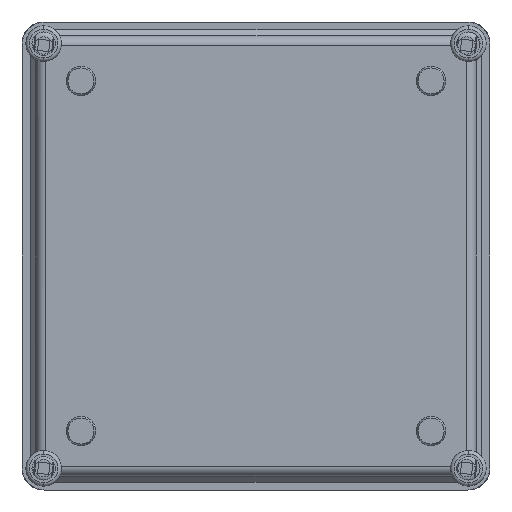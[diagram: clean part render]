
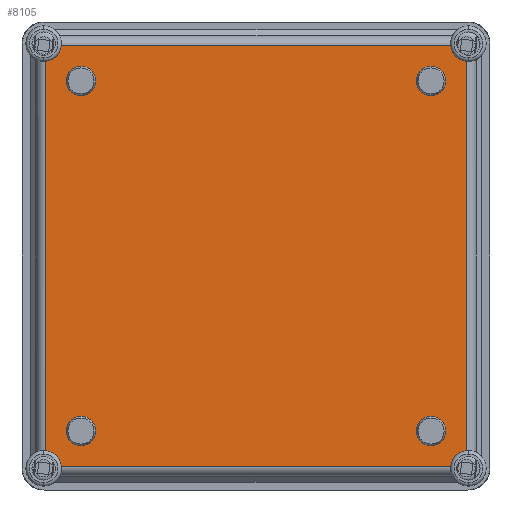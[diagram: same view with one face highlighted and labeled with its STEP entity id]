
A CAD part, front view. The second image highlights one B-rep face of the part: STEP entity #8105.
In plain terms, the highlighted planar face has unit normal (0, -1, 0).
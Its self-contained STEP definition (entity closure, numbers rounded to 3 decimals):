
#17 = EDGE_CURVE ( 'NONE', #9760, #4083, #5549, .T. ) ;
#155 = DIRECTION ( 'NONE',  ( 0., 0., -1. ) ) ;
#383 = DIRECTION ( 'NONE',  ( 0., -1., 0. ) ) ;
#467 = AXIS2_PLACEMENT_3D ( 'NONE', #7637, #9545, #10460 ) ;
#860 = AXIS2_PLACEMENT_3D ( 'NONE', #1297, #383, #5284 ) ;
#984 = PLANE ( 'NONE',  #1189 ) ;
#1015 = VERTEX_POINT ( 'NONE', #4510 ) ;
#1137 = LINE ( 'NONE', #4183, #12777 ) ;
#1189 = AXIS2_PLACEMENT_3D ( 'NONE', #11066, #7215, #155 ) ;
#1227 = EDGE_LOOP ( 'NONE', ( #8495, #1942 ) ) ;
#1297 = CARTESIAN_POINT ( 'NONE',  ( -122.5, 0., 122.5 ) ) ;
#1305 = CARTESIAN_POINT ( 'NONE',  ( 101., 0., -101. ) ) ;
#1393 = EDGE_CURVE ( 'NONE', #1015, #4922, #10324, .T. ) ;
#1395 = CARTESIAN_POINT ( 'NONE',  ( 112.299, 0., -121.5 ) ) ;
#1511 = EDGE_LOOP ( 'NONE', ( #8365, #3605 ) ) ;
#1535 = EDGE_CURVE ( 'NONE', #12877, #12353, #3336, .T. ) ;
#1680 = ORIENTED_EDGE ( 'NONE', *, *, #2007, .F. ) ;
#1724 = DIRECTION ( 'NONE',  ( 0., 0., -1. ) ) ;
#1786 = ORIENTED_EDGE ( 'NONE', *, *, #17, .F. ) ;
#1851 = CARTESIAN_POINT ( 'NONE',  ( 101., 0., -101. ) ) ;
#1867 = AXIS2_PLACEMENT_3D ( 'NONE', #1305, #4285, #6295 ) ;
#1942 = ORIENTED_EDGE ( 'NONE', *, *, #4745, .F. ) ;
#1963 = DIRECTION ( 'NONE',  ( 0., -1., 0. ) ) ;
#1978 = AXIS2_PLACEMENT_3D ( 'NONE', #8628, #5878, #10149 ) ;
#1980 = VERTEX_POINT ( 'NONE', #6190 ) ;
#2007 = EDGE_CURVE ( 'NONE', #1980, #3084, #9683, .T. ) ;
#2308 = ORIENTED_EDGE ( 'NONE', *, *, #2829, .T. ) ;
#2578 = ORIENTED_EDGE ( 'NONE', *, *, #10299, .T. ) ;
#2608 = FACE_BOUND ( 'NONE', #1511, .T. ) ;
#2652 = ORIENTED_EDGE ( 'NONE', *, *, #6250, .F. ) ;
#2663 = VECTOR ( 'NONE', #4518, 1000. ) ;
#2747 = CARTESIAN_POINT ( 'NONE',  ( -101., 0., -92.5 ) ) ;
#2829 = EDGE_CURVE ( 'NONE', #9472, #10497, #3305, .T. ) ;
#2830 = DIRECTION ( 'NONE',  ( 0., 0., -1. ) ) ;
#2843 = CARTESIAN_POINT ( 'NONE',  ( -101., 0., 109.5 ) ) ;
#2959 = CARTESIAN_POINT ( 'NONE',  ( -101., 0., -109.5 ) ) ;
#2980 = DIRECTION ( 'NONE',  ( 1., 0., 0. ) ) ;
#3084 = VERTEX_POINT ( 'NONE', #7148 ) ;
#3104 = EDGE_CURVE ( 'NONE', #6255, #11440, #10443, .T. ) ;
#3305 = LINE ( 'NONE', #6519, #2663 ) ;
#3336 = CIRCLE ( 'NONE', #8040, 8.5 ) ;
#3605 = ORIENTED_EDGE ( 'NONE', *, *, #3104, .F. ) ;
#3748 = DIRECTION ( 'NONE',  ( 0., -1., 0. ) ) ;
#3803 = DIRECTION ( 'NONE',  ( 0., -1., 0. ) ) ;
#3863 = ORIENTED_EDGE ( 'NONE', *, *, #7045, .F. ) ;
#3881 = VERTEX_POINT ( 'NONE', #12379 ) ;
#3914 = VERTEX_POINT ( 'NONE', #9513 ) ;
#3947 = CARTESIAN_POINT ( 'NONE',  ( 127., 0., -121.5 ) ) ;
#3973 = AXIS2_PLACEMENT_3D ( 'NONE', #1851, #6760, #2830 ) ;
#4083 = VERTEX_POINT ( 'NONE', #1395 ) ;
#4106 = CIRCLE ( 'NONE', #1978, 8.5 ) ;
#4183 = CARTESIAN_POINT ( 'NONE',  ( 121.5, 0., 127. ) ) ;
#4192 = VECTOR ( 'NONE', #10636, 1000. ) ;
#4199 = CARTESIAN_POINT ( 'NONE',  ( 121.5, 0., -112.299 ) ) ;
#4265 = ORIENTED_EDGE ( 'NONE', *, *, #1393, .F. ) ;
#4285 = DIRECTION ( 'NONE',  ( 0., -1., 0. ) ) ;
#4510 = CARTESIAN_POINT ( 'NONE',  ( -101., 0., 92.5 ) ) ;
#4518 = DIRECTION ( 'NONE',  ( -1., 0., 0. ) ) ;
#4637 = DIRECTION ( 'NONE',  ( 0., 0., -1. ) ) ;
#4642 = AXIS2_PLACEMENT_3D ( 'NONE', #7937, #1963, #9932 ) ;
#4702 = CARTESIAN_POINT ( 'NONE',  ( 101., 0., 101. ) ) ;
#4745 = EDGE_CURVE ( 'NONE', #12353, #12877, #10089, .T. ) ;
#4852 = CARTESIAN_POINT ( 'NONE',  ( 121.5, 0., 112.299 ) ) ;
#4872 = DIRECTION ( 'NONE',  ( 0., 0., -1. ) ) ;
#4922 = VERTEX_POINT ( 'NONE', #2843 ) ;
#4960 = DIRECTION ( 'NONE',  ( 0., 0., -1. ) ) ;
#5081 = DIRECTION ( 'NONE',  ( 0., 0., 1. ) ) ;
#5284 = DIRECTION ( 'NONE',  ( 0., 0., -1. ) ) ;
#5348 = DIRECTION ( 'NONE',  ( 0., -1., 0. ) ) ;
#5549 = CIRCLE ( 'NONE', #4642, 10.25 ) ;
#5878 = DIRECTION ( 'NONE',  ( 0., -1., 0. ) ) ;
#5946 = EDGE_CURVE ( 'NONE', #3914, #4083, #6862, .T. ) ;
#6190 = CARTESIAN_POINT ( 'NONE',  ( 101., 0., 109.5 ) ) ;
#6250 = EDGE_CURVE ( 'NONE', #9472, #9560, #11362, .T. ) ;
#6255 = VERTEX_POINT ( 'NONE', #9735 ) ;
#6295 = DIRECTION ( 'NONE',  ( 0., 0., -1. ) ) ;
#6519 = CARTESIAN_POINT ( 'NONE',  ( -127., 0., 121.5 ) ) ;
#6760 = DIRECTION ( 'NONE',  ( 0., -1., 0. ) ) ;
#6812 = CIRCLE ( 'NONE', #10024, 10.25 ) ;
#6862 = LINE ( 'NONE', #3947, #7178 ) ;
#6884 = CARTESIAN_POINT ( 'NONE',  ( 112.299, 0., 121.5 ) ) ;
#7045 = EDGE_CURVE ( 'NONE', #9419, #10497, #10558, .T. ) ;
#7069 = ORIENTED_EDGE ( 'NONE', *, *, #8015, .F. ) ;
#7148 = CARTESIAN_POINT ( 'NONE',  ( 101., 0., 92.5 ) ) ;
#7178 = VECTOR ( 'NONE', #2980, 1000. ) ;
#7215 = DIRECTION ( 'NONE',  ( 0., -1., 0. ) ) ;
#7604 = EDGE_CURVE ( 'NONE', #9419, #3881, #10537, .T. ) ;
#7618 = EDGE_CURVE ( 'NONE', #11440, #6255, #7895, .T. ) ;
#7637 = CARTESIAN_POINT ( 'NONE',  ( -101., 0., 101. ) ) ;
#7814 = AXIS2_PLACEMENT_3D ( 'NONE', #4702, #3748, #4872 ) ;
#7895 = CIRCLE ( 'NONE', #3973, 8.5 ) ;
#7937 = CARTESIAN_POINT ( 'NONE',  ( 122.5, 0., -122.5 ) ) ;
#7994 = ORIENTED_EDGE ( 'NONE', *, *, #11766, .F. ) ;
#8015 = EDGE_CURVE ( 'NONE', #3914, #3881, #6812, .T. ) ;
#8040 = AXIS2_PLACEMENT_3D ( 'NONE', #10717, #11713, #4960 ) ;
#8105 = ADVANCED_FACE ( 'NONE', ( #2608, #8985, #12689, #10380, #8357 ), #984, .T. ) ;
#8357 = FACE_BOUND ( 'NONE', #1227, .T. ) ;
#8365 = ORIENTED_EDGE ( 'NONE', *, *, #7618, .F. ) ;
#8406 = DIRECTION ( 'NONE',  ( 0., 0., -1. ) ) ;
#8495 = ORIENTED_EDGE ( 'NONE', *, *, #1535, .F. ) ;
#8606 = DIRECTION ( 'NONE',  ( 0., -1., 0. ) ) ;
#8628 = CARTESIAN_POINT ( 'NONE',  ( -101., 0., 101. ) ) ;
#8656 = CARTESIAN_POINT ( 'NONE',  ( -121.5, 0., 112.299 ) ) ;
#8734 = ORIENTED_EDGE ( 'NONE', *, *, #11480, .F. ) ;
#8779 = CARTESIAN_POINT ( 'NONE',  ( -121.5, 0., -127. ) ) ;
#8985 = FACE_BOUND ( 'NONE', #11749, .T. ) ;
#9279 = EDGE_LOOP ( 'NONE', ( #7994, #1680 ) ) ;
#9419 = VERTEX_POINT ( 'NONE', #8656 ) ;
#9472 = VERTEX_POINT ( 'NONE', #6884 ) ;
#9513 = CARTESIAN_POINT ( 'NONE',  ( -112.299, 0., -121.5 ) ) ;
#9538 = CARTESIAN_POINT ( 'NONE',  ( 101., 0., -109.5 ) ) ;
#9545 = DIRECTION ( 'NONE',  ( 0., -1., 0. ) ) ;
#9560 = VERTEX_POINT ( 'NONE', #4852 ) ;
#9590 = CARTESIAN_POINT ( 'NONE',  ( -112.299, 0., 121.5 ) ) ;
#9683 = CIRCLE ( 'NONE', #12376, 8.5 ) ;
#9735 = CARTESIAN_POINT ( 'NONE',  ( 101., 0., -92.5 ) ) ;
#9760 = VERTEX_POINT ( 'NONE', #4199 ) ;
#9932 = DIRECTION ( 'NONE',  ( 0., 0., -1. ) ) ;
#10024 = AXIS2_PLACEMENT_3D ( 'NONE', #10807, #3803, #1724 ) ;
#10089 = CIRCLE ( 'NONE', #12791, 8.5 ) ;
#10149 = DIRECTION ( 'NONE',  ( 0., 0., -1. ) ) ;
#10299 = EDGE_CURVE ( 'NONE', #9760, #9560, #1137, .T. ) ;
#10324 = CIRCLE ( 'NONE', #467, 8.5 ) ;
#10380 = FACE_BOUND ( 'NONE', #9279, .T. ) ;
#10443 = CIRCLE ( 'NONE', #1867, 8.5 ) ;
#10460 = DIRECTION ( 'NONE',  ( 0., 0., -1. ) ) ;
#10497 = VERTEX_POINT ( 'NONE', #9590 ) ;
#10537 = LINE ( 'NONE', #8779, #4192 ) ;
#10558 = CIRCLE ( 'NONE', #860, 10.25 ) ;
#10636 = DIRECTION ( 'NONE',  ( 0., 0., -1. ) ) ;
#10690 = CARTESIAN_POINT ( 'NONE',  ( 122.5, 0., 122.5 ) ) ;
#10717 = CARTESIAN_POINT ( 'NONE',  ( -101., 0., -101. ) ) ;
#10798 = ORIENTED_EDGE ( 'NONE', *, *, #7604, .T. ) ;
#10807 = CARTESIAN_POINT ( 'NONE',  ( -122.5, 0., -122.5 ) ) ;
#10835 = AXIS2_PLACEMENT_3D ( 'NONE', #10690, #8606, #4637 ) ;
#10841 = EDGE_LOOP ( 'NONE', ( #2652, #2308, #3863, #10798, #7069, #11933, #1786, #2578 ) ) ;
#11066 = CARTESIAN_POINT ( 'NONE',  ( -127., 0., -127. ) ) ;
#11153 = DIRECTION ( 'NONE',  ( 0., -1., 0. ) ) ;
#11329 = CARTESIAN_POINT ( 'NONE',  ( -101., 0., -101. ) ) ;
#11362 = CIRCLE ( 'NONE', #10835, 10.25 ) ;
#11440 = VERTEX_POINT ( 'NONE', #9538 ) ;
#11480 = EDGE_CURVE ( 'NONE', #4922, #1015, #4106, .T. ) ;
#11713 = DIRECTION ( 'NONE',  ( 0., -1., 0. ) ) ;
#11749 = EDGE_LOOP ( 'NONE', ( #4265, #8734 ) ) ;
#11766 = EDGE_CURVE ( 'NONE', #3084, #1980, #11857, .T. ) ;
#11857 = CIRCLE ( 'NONE', #7814, 8.5 ) ;
#11933 = ORIENTED_EDGE ( 'NONE', *, *, #5946, .T. ) ;
#12120 = CARTESIAN_POINT ( 'NONE',  ( 101., 0., 101. ) ) ;
#12160 = DIRECTION ( 'NONE',  ( 0., 0., -1. ) ) ;
#12353 = VERTEX_POINT ( 'NONE', #2747 ) ;
#12376 = AXIS2_PLACEMENT_3D ( 'NONE', #12120, #11153, #12160 ) ;
#12379 = CARTESIAN_POINT ( 'NONE',  ( -121.5, 0., -112.299 ) ) ;
#12689 = FACE_OUTER_BOUND ( 'NONE', #10841, .T. ) ;
#12777 = VECTOR ( 'NONE', #5081, 1000. ) ;
#12791 = AXIS2_PLACEMENT_3D ( 'NONE', #11329, #5348, #8406 ) ;
#12877 = VERTEX_POINT ( 'NONE', #2959 ) ;
